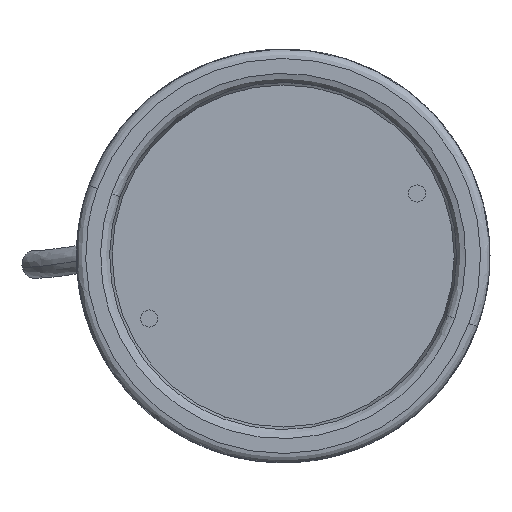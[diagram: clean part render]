
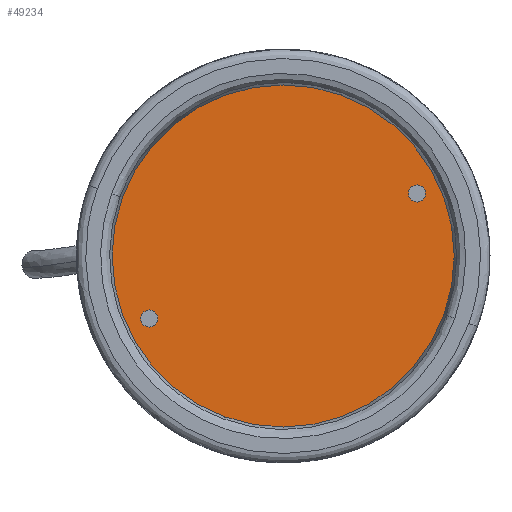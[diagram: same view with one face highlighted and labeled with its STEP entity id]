
A CAD part, front view. The second image highlights one B-rep face of the part: STEP entity #49234.
In plain terms, the highlighted planar face has unit normal (0, -1, 0).
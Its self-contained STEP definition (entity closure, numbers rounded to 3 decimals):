
#2529 = CARTESIAN_POINT ( 'NONE',  ( 36.338, 5.2, 33.588 ) ) ;
#5894 = AXIS2_PLACEMENT_3D ( 'NONE', #23681, #18115, #24447 ) ;
#7053 = AXIS2_PLACEMENT_3D ( 'NONE', #61962, #24382, #31109 ) ;
#7075 = EDGE_LOOP ( 'NONE', ( #27979, #19326 ) ) ;
#7196 = EDGE_CURVE ( 'NONE', #58026, #62503, #41135, .T. ) ;
#9013 = VERTEX_POINT ( 'NONE', #26352 ) ;
#11907 = ORIENTED_EDGE ( 'NONE', *, *, #46288, .F. ) ;
#12587 = PLANE ( 'NONE',  #5894 ) ;
#14056 = DIRECTION ( 'NONE',  ( 0., -1., 0. ) ) ;
#14223 = DIRECTION ( 'NONE',  ( 1., 0., 0. ) ) ;
#15832 = CIRCLE ( 'NONE', #29708, 2.75 ) ;
#15906 = VERTEX_POINT ( 'NONE', #66463 ) ;
#17787 = CIRCLE ( 'NONE', #58241, 2.75 ) ;
#18115 = DIRECTION ( 'NONE',  ( 0., 1., 0. ) ) ;
#19326 = ORIENTED_EDGE ( 'NONE', *, *, #49840, .T. ) ;
#20512 = DIRECTION ( 'NONE',  ( 0., -1., 0. ) ) ;
#21300 = DIRECTION ( 'NONE',  ( 0., 0., -1. ) ) ;
#23139 = CARTESIAN_POINT ( 'NONE',  ( 0., 5.2, 0. ) ) ;
#23681 = CARTESIAN_POINT ( 'NONE',  ( -110., 5.2, -110. ) ) ;
#24382 = DIRECTION ( 'NONE',  ( 0., -1., 0. ) ) ;
#24447 = DIRECTION ( 'NONE',  ( 0., 0., 1. ) ) ;
#26352 = CARTESIAN_POINT ( 'NONE',  ( 0., 5.2, 55. ) ) ;
#26982 = EDGE_LOOP ( 'NONE', ( #56283, #11907 ) ) ;
#27979 = ORIENTED_EDGE ( 'NONE', *, *, #60918, .T. ) ;
#29536 = CARTESIAN_POINT ( 'NONE',  ( -30.838, 5.2, -33.588 ) ) ;
#29708 = AXIS2_PLACEMENT_3D ( 'NONE', #49829, #73993, #14223 ) ;
#30292 = ORIENTED_EDGE ( 'NONE', *, *, #7196, .F. ) ;
#31109 = DIRECTION ( 'NONE',  ( 1., 0., 0. ) ) ;
#31330 = DIRECTION ( 'NONE',  ( 0., -1., 0. ) ) ;
#33286 = CARTESIAN_POINT ( 'NONE',  ( -36.338, 5.2, -33.588 ) ) ;
#34311 = CARTESIAN_POINT ( 'NONE',  ( -33.588, 5.2, -33.588 ) ) ;
#34404 = EDGE_CURVE ( 'NONE', #44576, #63886, #17787, .T. ) ;
#35678 = CIRCLE ( 'NONE', #45787, 55. ) ;
#41103 = EDGE_LOOP ( 'NONE', ( #30292, #73500 ) ) ;
#41135 = CIRCLE ( 'NONE', #7053, 2.75 ) ;
#44576 = VERTEX_POINT ( 'NONE', #2529 ) ;
#44909 = AXIS2_PLACEMENT_3D ( 'NONE', #34311, #58441, #65177 ) ;
#45787 = AXIS2_PLACEMENT_3D ( 'NONE', #23139, #20512, #21300 ) ;
#46288 = EDGE_CURVE ( 'NONE', #63886, #44576, #15832, .T. ) ;
#46568 = EDGE_CURVE ( 'NONE', #62503, #58026, #65130, .T. ) ;
#47426 = FACE_BOUND ( 'NONE', #26982, .T. ) ;
#49234 = ADVANCED_FACE ( 'NONE', ( #47426, #77500, #66810 ), #12587, .F. ) ;
#49829 = CARTESIAN_POINT ( 'NONE',  ( 33.588, 5.2, 33.588 ) ) ;
#49840 = EDGE_CURVE ( 'NONE', #9013, #15906, #65298, .T. ) ;
#56283 = ORIENTED_EDGE ( 'NONE', *, *, #34404, .F. ) ;
#58026 = VERTEX_POINT ( 'NONE', #29536 ) ;
#58241 = AXIS2_PLACEMENT_3D ( 'NONE', #67352, #31330, #66954 ) ;
#58441 = DIRECTION ( 'NONE',  ( 0., -1., 0. ) ) ;
#60918 = EDGE_CURVE ( 'NONE', #15906, #9013, #35678, .T. ) ;
#61962 = CARTESIAN_POINT ( 'NONE',  ( -33.588, 5.2, -33.588 ) ) ;
#62503 = VERTEX_POINT ( 'NONE', #33286 ) ;
#63886 = VERTEX_POINT ( 'NONE', #68860 ) ;
#65130 = CIRCLE ( 'NONE', #44909, 2.75 ) ;
#65177 = DIRECTION ( 'NONE',  ( 1., 0., 0. ) ) ;
#65298 = CIRCLE ( 'NONE', #74139, 55. ) ;
#66463 = CARTESIAN_POINT ( 'NONE',  ( 0., 5.2, -55. ) ) ;
#66810 = FACE_OUTER_BOUND ( 'NONE', #7075, .T. ) ;
#66954 = DIRECTION ( 'NONE',  ( 1., 0., 0. ) ) ;
#67352 = CARTESIAN_POINT ( 'NONE',  ( 33.588, 5.2, 33.588 ) ) ;
#68670 = CARTESIAN_POINT ( 'NONE',  ( 0., 5.2, 0. ) ) ;
#68860 = CARTESIAN_POINT ( 'NONE',  ( 30.838, 5.2, 33.588 ) ) ;
#73500 = ORIENTED_EDGE ( 'NONE', *, *, #46568, .F. ) ;
#73993 = DIRECTION ( 'NONE',  ( 0., -1., 0. ) ) ;
#74139 = AXIS2_PLACEMENT_3D ( 'NONE', #68670, #14056, #74607 ) ;
#74607 = DIRECTION ( 'NONE',  ( 0., 0., -1. ) ) ;
#77500 = FACE_BOUND ( 'NONE', #41103, .T. ) ;
